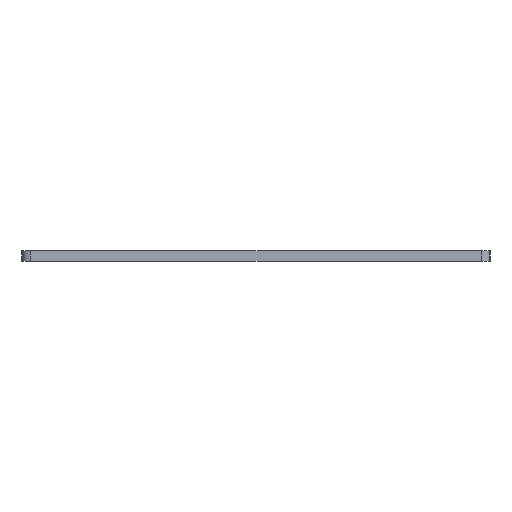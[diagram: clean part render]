
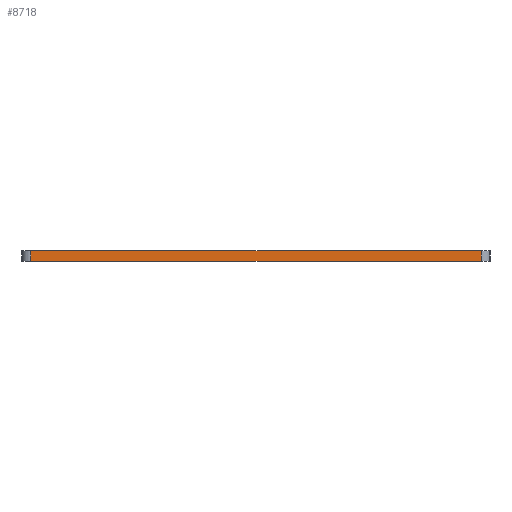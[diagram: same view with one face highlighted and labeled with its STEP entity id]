
A CAD part, left-side view. The second image highlights one B-rep face of the part: STEP entity #8718.
In plain terms, the highlighted planar face has unit normal (-1, 0, 0).
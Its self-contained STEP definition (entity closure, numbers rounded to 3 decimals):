
#55 = CYLINDRICAL_SURFACE('',#56,1.27);
#56 = AXIS2_PLACEMENT_3D('',#57,#58,#59);
#57 = CARTESIAN_POINT('',(92.621,-71.349,0.));
#58 = DIRECTION('',(-0.,-0.,-1.));
#59 = DIRECTION('',(1.,0.,-0.));
#83 = PLANE('',#84);
#84 = AXIS2_PLACEMENT_3D('',#85,#86,#87);
#85 = CARTESIAN_POINT('',(148.501,-105.004,1.6));
#86 = DIRECTION('',(-0.,-0.,-1.));
#87 = DIRECTION('',(-1.,0.,0.));
#137 = PLANE('',#138);
#138 = AXIS2_PLACEMENT_3D('',#139,#140,#141);
#139 = CARTESIAN_POINT('',(148.501,-105.004,0.));
#140 = DIRECTION('',(-0.,-0.,-1.));
#141 = DIRECTION('',(-1.,0.,0.));
#154 = VERTEX_POINT('',#155);
#155 = CARTESIAN_POINT('',(91.351,-71.349,1.6));
#181 = EDGE_CURVE('',#182,#154,#184,.T.);
#182 = VERTEX_POINT('',#183);
#183 = CARTESIAN_POINT('',(91.351,-71.349,0.));
#184 = SURFACE_CURVE('',#185,(#189,#196),.PCURVE_S1.);
#185 = LINE('',#186,#187);
#186 = CARTESIAN_POINT('',(91.351,-71.349,0.));
#187 = VECTOR('',#188,1.);
#188 = DIRECTION('',(0.,0.,1.));
#189 = PCURVE('',#55,#190);
#190 = DEFINITIONAL_REPRESENTATION('',(#191),#195);
#191 = LINE('',#192,#193);
#192 = CARTESIAN_POINT('',(-3.141,0.));
#193 = VECTOR('',#194,1.);
#194 = DIRECTION('',(-0.,-1.));
#195 = ( GEOMETRIC_REPRESENTATION_CONTEXT(2) 
PARAMETRIC_REPRESENTATION_CONTEXT() REPRESENTATION_CONTEXT('2D SPACE',''
  ) );
#196 = PCURVE('',#197,#202);
#197 = PLANE('',#198);
#198 = AXIS2_PLACEMENT_3D('',#199,#200,#201);
#199 = CARTESIAN_POINT('',(91.351,-138.659,0.));
#200 = DIRECTION('',(-1.,0.,0.));
#201 = DIRECTION('',(0.,1.,0.));
#202 = DEFINITIONAL_REPRESENTATION('',(#203),#207);
#203 = LINE('',#204,#205);
#204 = CARTESIAN_POINT('',(67.31,0.));
#205 = VECTOR('',#206,1.);
#206 = DIRECTION('',(0.,-1.));
#207 = ( GEOMETRIC_REPRESENTATION_CONTEXT(2) 
PARAMETRIC_REPRESENTATION_CONTEXT() REPRESENTATION_CONTEXT('2D SPACE',''
  ) );
#411 = VERTEX_POINT('',#412);
#412 = CARTESIAN_POINT('',(91.351,-138.659,0.));
#431 = CYLINDRICAL_SURFACE('',#432,1.27);
#432 = AXIS2_PLACEMENT_3D('',#433,#434,#435);
#433 = CARTESIAN_POINT('',(92.621,-138.659,0.));
#434 = DIRECTION('',(-0.,-0.,-1.));
#435 = DIRECTION('',(1.,0.,-0.));
#443 = EDGE_CURVE('',#411,#182,#444,.T.);
#444 = SURFACE_CURVE('',#445,(#449,#456),.PCURVE_S1.);
#445 = LINE('',#446,#447);
#446 = CARTESIAN_POINT('',(91.351,-138.659,0.));
#447 = VECTOR('',#448,1.);
#448 = DIRECTION('',(0.,1.,0.));
#449 = PCURVE('',#137,#450);
#450 = DEFINITIONAL_REPRESENTATION('',(#451),#455);
#451 = LINE('',#452,#453);
#452 = CARTESIAN_POINT('',(57.15,-33.655));
#453 = VECTOR('',#454,1.);
#454 = DIRECTION('',(0.,1.));
#455 = ( GEOMETRIC_REPRESENTATION_CONTEXT(2) 
PARAMETRIC_REPRESENTATION_CONTEXT() REPRESENTATION_CONTEXT('2D SPACE',''
  ) );
#456 = PCURVE('',#197,#457);
#457 = DEFINITIONAL_REPRESENTATION('',(#458),#462);
#458 = LINE('',#459,#460);
#459 = CARTESIAN_POINT('',(0.,0.));
#460 = VECTOR('',#461,1.);
#461 = DIRECTION('',(1.,0.));
#462 = ( GEOMETRIC_REPRESENTATION_CONTEXT(2) 
PARAMETRIC_REPRESENTATION_CONTEXT() REPRESENTATION_CONTEXT('2D SPACE',''
  ) );
#4920 = VERTEX_POINT('',#4921);
#4921 = CARTESIAN_POINT('',(91.351,-138.659,1.6));
#4947 = EDGE_CURVE('',#4920,#154,#4948,.T.);
#4948 = SURFACE_CURVE('',#4949,(#4953,#4960),.PCURVE_S1.);
#4949 = LINE('',#4950,#4951);
#4950 = CARTESIAN_POINT('',(91.351,-138.659,1.6));
#4951 = VECTOR('',#4952,1.);
#4952 = DIRECTION('',(0.,1.,0.));
#4953 = PCURVE('',#83,#4954);
#4954 = DEFINITIONAL_REPRESENTATION('',(#4955),#4959);
#4955 = LINE('',#4956,#4957);
#4956 = CARTESIAN_POINT('',(57.15,-33.655));
#4957 = VECTOR('',#4958,1.);
#4958 = DIRECTION('',(0.,1.));
#4959 = ( GEOMETRIC_REPRESENTATION_CONTEXT(2) 
PARAMETRIC_REPRESENTATION_CONTEXT() REPRESENTATION_CONTEXT('2D SPACE',''
  ) );
#4960 = PCURVE('',#197,#4961);
#4961 = DEFINITIONAL_REPRESENTATION('',(#4962),#4966);
#4962 = LINE('',#4963,#4964);
#4963 = CARTESIAN_POINT('',(0.,-1.6));
#4964 = VECTOR('',#4965,1.);
#4965 = DIRECTION('',(1.,0.));
#4966 = ( GEOMETRIC_REPRESENTATION_CONTEXT(2) 
PARAMETRIC_REPRESENTATION_CONTEXT() REPRESENTATION_CONTEXT('2D SPACE',''
  ) );
#8718 = ADVANCED_FACE('',(#8719),#197,.T.);
#8719 = FACE_BOUND('',#8720,.T.);
#8720 = EDGE_LOOP('',(#8721,#8742,#8743,#8744));
#8721 = ORIENTED_EDGE('',*,*,#8722,.T.);
#8722 = EDGE_CURVE('',#411,#4920,#8723,.T.);
#8723 = SURFACE_CURVE('',#8724,(#8728,#8735),.PCURVE_S1.);
#8724 = LINE('',#8725,#8726);
#8725 = CARTESIAN_POINT('',(91.351,-138.659,0.));
#8726 = VECTOR('',#8727,1.);
#8727 = DIRECTION('',(0.,0.,1.));
#8728 = PCURVE('',#197,#8729);
#8729 = DEFINITIONAL_REPRESENTATION('',(#8730),#8734);
#8730 = LINE('',#8731,#8732);
#8731 = CARTESIAN_POINT('',(0.,0.));
#8732 = VECTOR('',#8733,1.);
#8733 = DIRECTION('',(0.,-1.));
#8734 = ( GEOMETRIC_REPRESENTATION_CONTEXT(2) 
PARAMETRIC_REPRESENTATION_CONTEXT() REPRESENTATION_CONTEXT('2D SPACE',''
  ) );
#8735 = PCURVE('',#431,#8736);
#8736 = DEFINITIONAL_REPRESENTATION('',(#8737),#8741);
#8737 = LINE('',#8738,#8739);
#8738 = CARTESIAN_POINT('',(-3.141,0.));
#8739 = VECTOR('',#8740,1.);
#8740 = DIRECTION('',(-0.,-1.));
#8741 = ( GEOMETRIC_REPRESENTATION_CONTEXT(2) 
PARAMETRIC_REPRESENTATION_CONTEXT() REPRESENTATION_CONTEXT('2D SPACE',''
  ) );
#8742 = ORIENTED_EDGE('',*,*,#4947,.T.);
#8743 = ORIENTED_EDGE('',*,*,#181,.F.);
#8744 = ORIENTED_EDGE('',*,*,#443,.F.);
